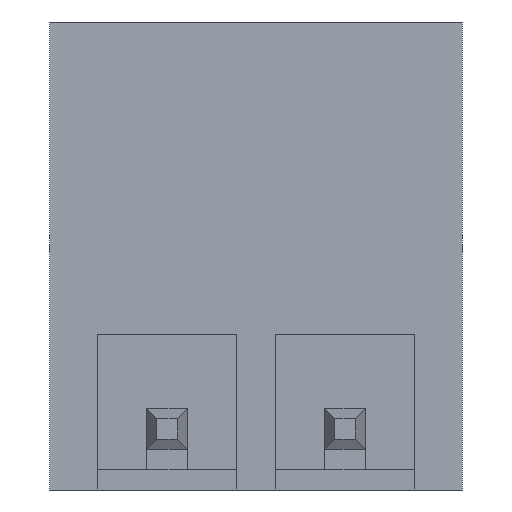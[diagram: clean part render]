
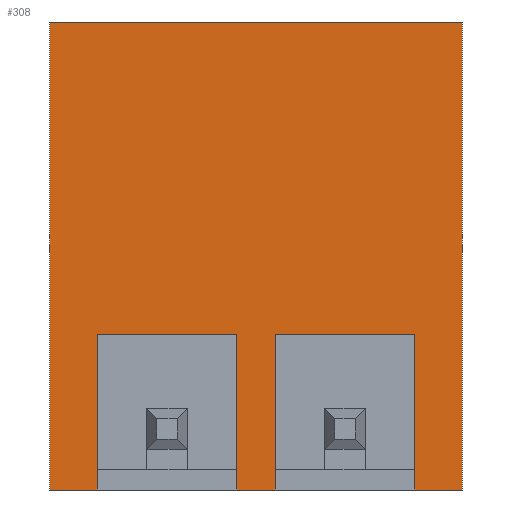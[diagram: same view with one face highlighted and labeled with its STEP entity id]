
A CAD part, front view. The second image highlights one B-rep face of the part: STEP entity #308.
In plain terms, the highlighted planar face has unit normal (0, -1, 0).
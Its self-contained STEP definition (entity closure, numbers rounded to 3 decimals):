
#308 = ADVANCED_FACE( '', ( #628 ), #629, .F. );
#628 = FACE_OUTER_BOUND( '', #967, .T. );
#629 = PLANE( '', #968 );
#967 = EDGE_LOOP( '', ( #1706, #1707, #1708, #1709, #1710, #1711, #1712, #1713, #1714, #1715, #1716, #1717 ) );
#968 = AXIS2_PLACEMENT_3D( '', #1718, #1719, #1720 );
#1706 = ORIENTED_EDGE( '', *, *, #2378, .F. );
#1707 = ORIENTED_EDGE( '', *, *, #2379, .T. );
#1708 = ORIENTED_EDGE( '', *, *, #2380, .F. );
#1709 = ORIENTED_EDGE( '', *, *, #2132, .F. );
#1710 = ORIENTED_EDGE( '', *, *, #2308, .F. );
#1711 = ORIENTED_EDGE( '', *, *, #2257, .T. );
#1712 = ORIENTED_EDGE( '', *, *, #2381, .F. );
#1713 = ORIENTED_EDGE( '', *, *, #2312, .F. );
#1714 = ORIENTED_EDGE( '', *, *, #2286, .T. );
#1715 = ORIENTED_EDGE( '', *, *, #2142, .T. );
#1716 = ORIENTED_EDGE( '', *, *, #2382, .F. );
#1717 = ORIENTED_EDGE( '', *, *, #2219, .F. );
#1718 = CARTESIAN_POINT( '', ( 4.05, -3.6, 4.6 ) );
#1719 = DIRECTION( '', ( 0., 1., 0. ) );
#1720 = DIRECTION( '', ( 0., 0., 1. ) );
#2132 = EDGE_CURVE( '', #2559, #2561, #2562, .T. );
#2142 = EDGE_CURVE( '', #2578, #2579, #2580, .T. );
#2219 = EDGE_CURVE( '', #2705, #2707, #2708, .T. );
#2257 = EDGE_CURVE( '', #2764, #2765, #2766, .T. );
#2286 = EDGE_CURVE( '', #2811, #2578, #2812, .T. );
#2308 = EDGE_CURVE( '', #2764, #2559, #2849, .F. );
#2312 = EDGE_CURVE( '', #2811, #2853, #2854, .T. );
#2378 = EDGE_CURVE( '', #2936, #2705, #2937, .F. );
#2379 = EDGE_CURVE( '', #2936, #2938, #2939, .T. );
#2380 = EDGE_CURVE( '', #2561, #2938, #2940, .T. );
#2381 = EDGE_CURVE( '', #2853, #2765, #2941, .T. );
#2382 = EDGE_CURVE( '', #2707, #2579, #2942, .T. );
#2559 = VERTEX_POINT( '', #3172 );
#2561 = VERTEX_POINT( '', #3175 );
#2562 = LINE( '', #3176, #3177 );
#2578 = VERTEX_POINT( '', #3200 );
#2579 = VERTEX_POINT( '', #3201 );
#2580 = LINE( '', #3202, #3203 );
#2705 = VERTEX_POINT( '', #3388 );
#2707 = VERTEX_POINT( '', #3391 );
#2708 = LINE( '', #3392, #3393 );
#2764 = VERTEX_POINT( '', #3475 );
#2765 = VERTEX_POINT( '', #3476 );
#2766 = LINE( '', #3477, #3478 );
#2811 = VERTEX_POINT( '', #3546 );
#2812 = LINE( '', #3547, #3548 );
#2849 = LINE( '', #3603, #3604 );
#2853 = VERTEX_POINT( '', #3609 );
#2854 = LINE( '', #3610, #3611 );
#2936 = VERTEX_POINT( '', #3733 );
#2937 = LINE( '', #3734, #3735 );
#2938 = VERTEX_POINT( '', #3736 );
#2939 = LINE( '', #3737, #3738 );
#2940 = LINE( '', #3739, #3740 );
#2941 = LINE( '', #3741, #3742 );
#2942 = LINE( '', #3743, #3744 );
#3172 = CARTESIAN_POINT( '', ( 0.375, -3.6, -1.55 ) );
#3175 = CARTESIAN_POINT( '', ( 0.375, -3.6, -4.6 ) );
#3176 = CARTESIAN_POINT( '', ( 0.375, -3.6, -1.55 ) );
#3177 = VECTOR( '', #3912, 1000. );
#3200 = CARTESIAN_POINT( '', ( -4.05, -3.6, 4.6 ) );
#3201 = CARTESIAN_POINT( '', ( -4.05, -3.6, -4.6 ) );
#3202 = CARTESIAN_POINT( '', ( -4.05, -3.6, 4.6 ) );
#3203 = VECTOR( '', #3920, 1000. );
#3388 = CARTESIAN_POINT( '', ( -3.125, -3.6, -1.55 ) );
#3391 = CARTESIAN_POINT( '', ( -3.125, -3.6, -4.6 ) );
#3392 = CARTESIAN_POINT( '', ( -3.125, -3.6, -1.55 ) );
#3393 = VECTOR( '', #3985, 1000. );
#3475 = CARTESIAN_POINT( '', ( 3.125, -3.6, -1.55 ) );
#3476 = CARTESIAN_POINT( '', ( 3.125, -3.6, -4.6 ) );
#3477 = CARTESIAN_POINT( '', ( 3.125, -3.6, -1.55 ) );
#3478 = VECTOR( '', #4018, 1000. );
#3546 = CARTESIAN_POINT( '', ( 4.05, -3.6, 4.6 ) );
#3547 = CARTESIAN_POINT( '', ( 4.05, -3.6, 4.6 ) );
#3548 = VECTOR( '', #4048, 1000. );
#3603 = CARTESIAN_POINT( '', ( 0.375, -3.6, -1.55 ) );
#3604 = VECTOR( '', #4070, 1000. );
#3609 = CARTESIAN_POINT( '', ( 4.05, -3.6, -4.6 ) );
#3610 = CARTESIAN_POINT( '', ( 4.05, -3.6, 4.6 ) );
#3611 = VECTOR( '', #4072, 1000. );
#3733 = CARTESIAN_POINT( '', ( -0.375, -3.6, -1.55 ) );
#3734 = CARTESIAN_POINT( '', ( -3.125, -3.6, -1.55 ) );
#3735 = VECTOR( '', #4122, 1000. );
#3736 = CARTESIAN_POINT( '', ( -0.375, -3.6, -4.6 ) );
#3737 = CARTESIAN_POINT( '', ( -0.375, -3.6, -1.55 ) );
#3738 = VECTOR( '', #4123, 1000. );
#3739 = CARTESIAN_POINT( '', ( 4.05, -3.6, -4.6 ) );
#3740 = VECTOR( '', #4124, 1000. );
#3741 = CARTESIAN_POINT( '', ( 4.05, -3.6, -4.6 ) );
#3742 = VECTOR( '', #4125, 1000. );
#3743 = CARTESIAN_POINT( '', ( 4.05, -3.6, -4.6 ) );
#3744 = VECTOR( '', #4126, 1000. );
#3912 = DIRECTION( '', ( 0., 0., -1. ) );
#3920 = DIRECTION( '', ( 0., 0., -1. ) );
#3985 = DIRECTION( '', ( 0., 0., -1. ) );
#4018 = DIRECTION( '', ( 0., 0., -1. ) );
#4048 = DIRECTION( '', ( -1., 0., 0. ) );
#4070 = DIRECTION( '', ( 1., 0., 0. ) );
#4072 = DIRECTION( '', ( 0., 0., -1. ) );
#4122 = DIRECTION( '', ( 1., 0., 0. ) );
#4123 = DIRECTION( '', ( 0., 0., -1. ) );
#4124 = DIRECTION( '', ( -1., 0., 0. ) );
#4125 = DIRECTION( '', ( -1., 0., 0. ) );
#4126 = DIRECTION( '', ( -1., 0., 0. ) );
